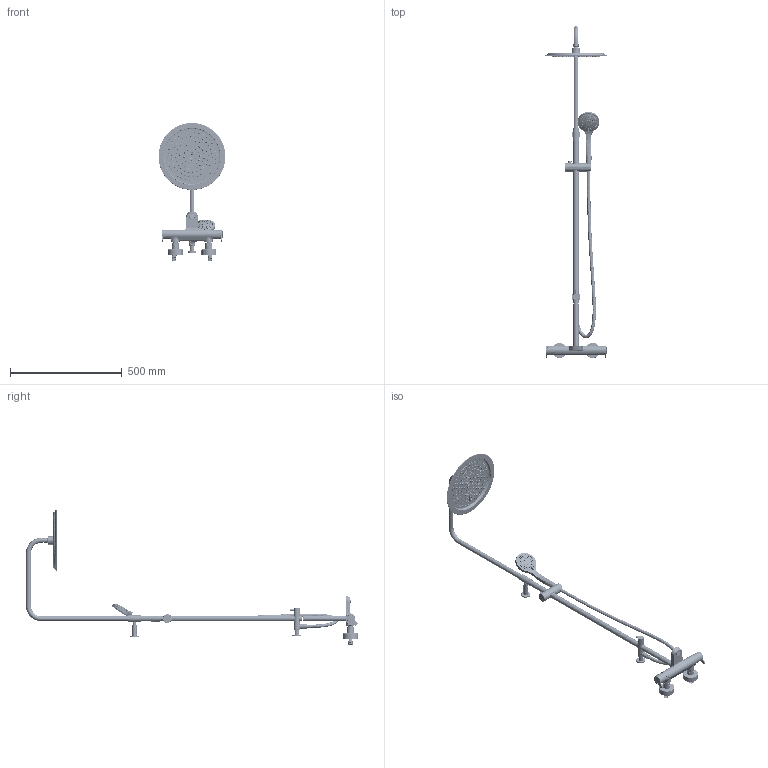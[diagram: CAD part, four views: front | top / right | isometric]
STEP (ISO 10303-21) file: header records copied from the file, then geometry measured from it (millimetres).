
FILE_DESCRIPTION (( 'STEP AP203' ), '1' );
FILE_NAME ('94CP10178.STEP', '2024-09-20T09:51:03', ( '' ), ( '' ), 'SwSTEP 2.0', 'SolidWorks 2021', '' );
FILE_SCHEMA (( 'CONFIG_CONTROL_DESIGN' ));
Products named in the file (1): 94CP10178
Bounding box: 299.97 x 1487.39 x 618.56 mm (x, y, z)
Volume: 1573313.1 mm3; surface area: 720130.2 mm2
Topology: 77 solids, 77 shells, 4431 faces, 11490 edges, 7921 vertices
Faces by surface type: bspline 1439, plane 1396, cone 796, cylinder 648, torus 136, sphere 16
Full cylindrical faces by diameter (mm): 2 x9, 3.1 x2, 3.3 x4, 4 x72, 4.15 x1, 4.2 x1, 4.5 x3, 4.65 x1, 4.8 x1, 5 x2, 5.5 x1, 5.8 x8, 6 x2, 6.2 x2, 7 x2, 7.5 x1, 7.8 x1, 8 x1, 8.2 x1, 8.5 x1, 9 x2, 10 x1, 10.1 x1, 10.2 x1, 10.5 x3, 11 x2, 11.5 x1, 12 x1, 12.2 x1, 12.45 x1
Entity records: 241941 total; most frequent: CARTESIAN_POINT 159250, ORIENTED_EDGE 17468, DIRECTION 13143, EDGE_CURVE 8734, EDGE_LOOP 7158, VERTEX_POINT 6864, AXIS2_PLACEMENT_3D 5751, FACE_OUTER_BOUND 5432
